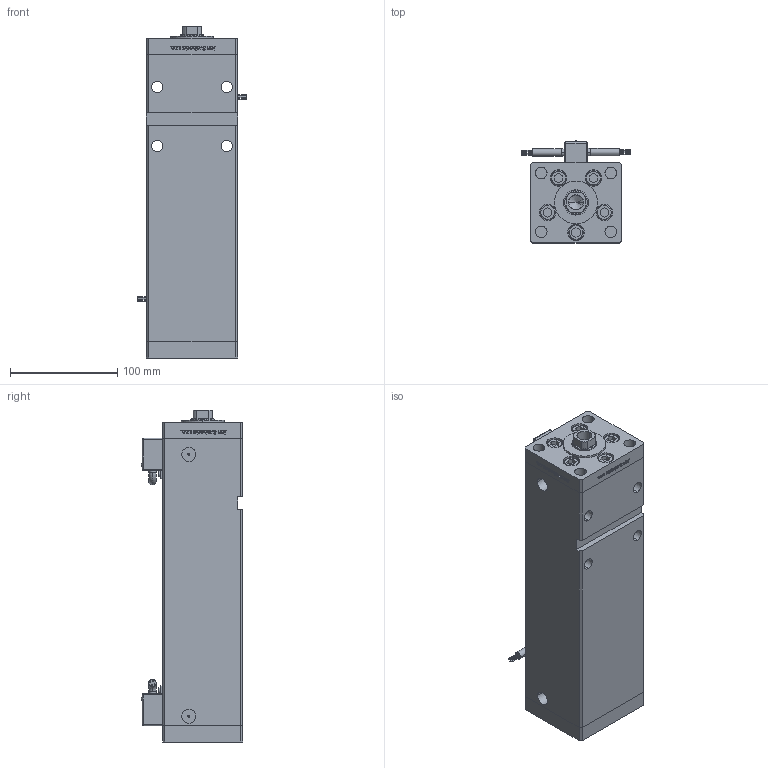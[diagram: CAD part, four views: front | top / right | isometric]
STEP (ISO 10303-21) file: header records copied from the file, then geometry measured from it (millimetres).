
FILE_DESCRIPTION (( 'STEP AP203' ), '1' );
FILE_NAME ('0f1c.STEP', '2024-01-08T19:53:46', ( '' ), ( '' ), 'SwSTEP 2.0', 'SolidWorks 2019', '' );
FILE_SCHEMA (( 'CONFIG_CONTROL_DESIGN' ));
Length unit declared in the file: millimetre
Products named in the file (7): V220C_FRONT_E 51dfa72e7408ac37f2d795c0f8db0e53; V220C_E MIDDLE 51dfa72e7408ac37f2d795c0f8db0e53; ALLEN BOLT 51dfa72e7408ac37f2d795c0f8db0e53; 0f1c; V220C_VC_E 51dfa72e7408ac37f2d795c0f8db0e53; Magnetic_Switch_MSU4 51dfa72e7408ac37f2d795c0f8db0e53; V220C BACK_E 51dfa72e7408ac37f2d795c0f8db0e53
Assembly tree (16 placements, depth 2):
  0f1c
    V220C BACK_E 51dfa72e7408ac37f2d795c0f8db0e53
    V220C_E MIDDLE 51dfa72e7408ac37f2d795c0f8db0e53
    V220C_FRONT_E 51dfa72e7408ac37f2d795c0f8db0e53
    ALLEN BOLT 51dfa72e7408ac37f2d795c0f8db0e53  x10
    Magnetic_Switch_MSU4 51dfa72e7408ac37f2d795c0f8db0e53  x2
    V220C_VC_E 51dfa72e7408ac37f2d795c0f8db0e53
Bounding box: 101.6 x 95.1 x 310 mm (x, y, z)
Volume: 1643409.6 mm3; surface area: 247578.2 mm2
Topology: 16 solids, 18 shells, 1416 faces, 3499 edges, 2269 vertices
Faces by surface type: plane 551, bspline 484, cylinder 255, torus 52, cone 50, sphere 24
Entity records: 56183 total; most frequent: CARTESIAN_POINT 31007, ORIENTED_EDGE 5692, DIRECTION 3550, EDGE_CURVE 2846, VERTEX_POINT 1880, VECTOR 1464, LINE 1464, EDGE_LOOP 1306
